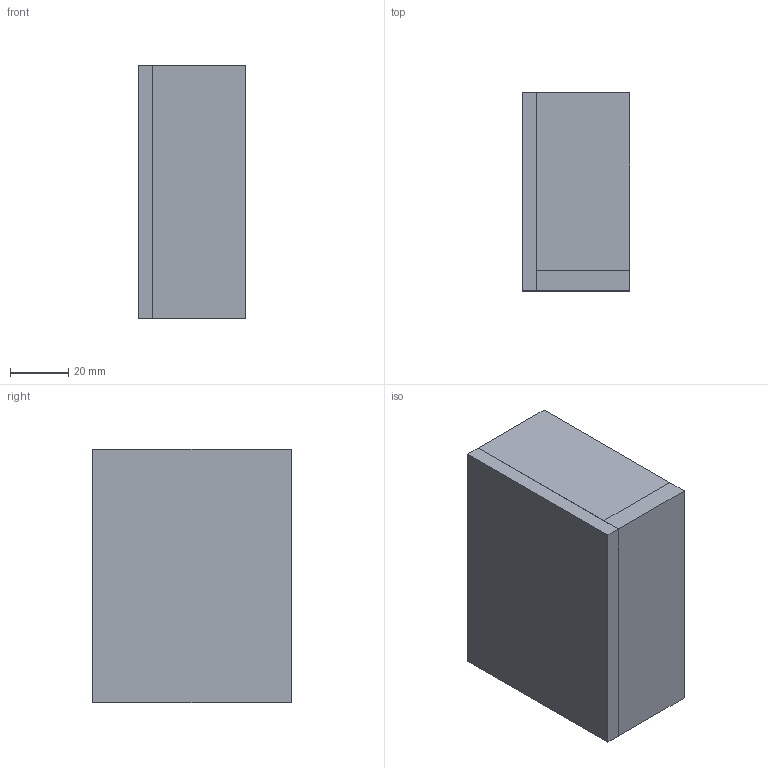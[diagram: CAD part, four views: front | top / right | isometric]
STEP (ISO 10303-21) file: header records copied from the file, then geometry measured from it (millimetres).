
FILE_DESCRIPTION(('CATIA V5 STEP Exchange'),'2;1');
FILE_NAME('assemblage bac moteur.stp','2024-12-02T13:20:34+00:00',('none'),('none'),'Version 5-6 Release 2012','CATIA V5 STEP AP203','none');
FILE_SCHEMA(('CONFIG_CONTROL_DESIGN'));
Length unit declared in the file: millimetre
Products named in the file (1): assemblage bac moteur
Assembly tree (7 placements, depth 2):
  assemblage bac moteur
    #57
    #232
    #407
    #582
    #757
    #932
    #1173
Bounding box: 37 x 68 x 87 mm (x, y, z)
Volume: 107021 mm3; surface area: 41846.9 mm2
Topology: 7 solids, 7 shells, 46 faces, 96 edges, 64 vertices
Faces by surface type: plane 46
Entity records: 1389 total; most frequent: CARTESIAN_POINT 220, DIRECTION 216, ORIENTED_EDGE 192, VECTOR 96, EDGE_CURVE 96, LINE 96, VERTEX_POINT 64, AXIS2_PLACEMENT_3D 60
